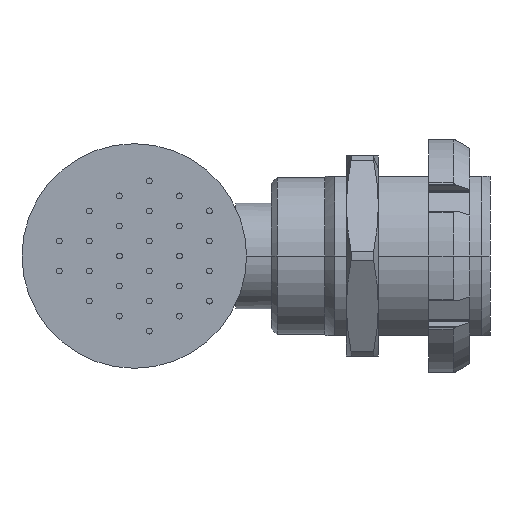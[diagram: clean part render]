
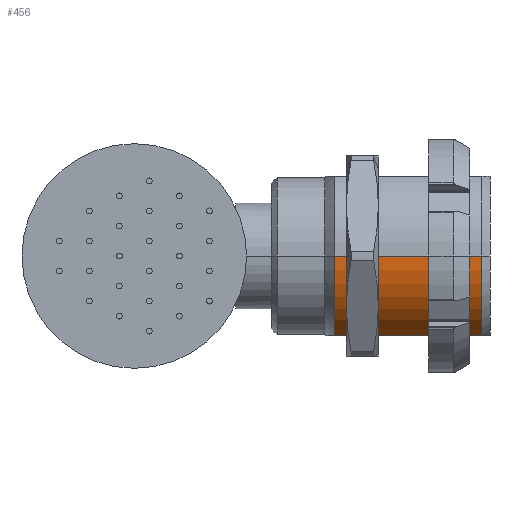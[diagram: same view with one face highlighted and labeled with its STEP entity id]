
A CAD part, front view. The second image highlights one B-rep face of the part: STEP entity #456.
In plain terms, the highlighted cylindrical face has radius 7.5 mm (diameter 15 mm), a partial arc.
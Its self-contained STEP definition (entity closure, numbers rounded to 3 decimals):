
#456=ADVANCED_FACE('',(#1114),#1115,.T.);
#1114=FACE_OUTER_BOUND('',#2055,.T.);
#1115=CYLINDRICAL_SURFACE('',#2056,7.5);
#2055=EDGE_LOOP('',(#3591,#3592,#3593,#3594));
#2056=AXIS2_PLACEMENT_3D('',#3595,#3596,#3597);
#3591=ORIENTED_EDGE('',*,*,#6455,.F.);
#3592=ORIENTED_EDGE('',*,*,#6456,.T.);
#3593=ORIENTED_EDGE('',*,*,#6457,.T.);
#3594=ORIENTED_EDGE('',*,*,#6458,.F.);
#3595=CARTESIAN_POINT('',(-6.575,0.,0.0));
#3596=DIRECTION('',(-1.0,0.,0.));
#3597=DIRECTION('',(0.,-1.0,0.));
#6455=EDGE_CURVE('',#10554,#10546,#10555,.T.);
#6456=EDGE_CURVE('',#10554,#10556,#10557,.T.);
#6457=EDGE_CURVE('',#10556,#10558,#10559,.T.);
#6458=EDGE_CURVE('',#10546,#10558,#10560,.T.);
#10546=VERTEX_POINT('',#13884);
#10554=VERTEX_POINT('',#13902);
#10555=LINE('',#13903,#13904);
#10556=VERTEX_POINT('',#13905);
#10557=CIRCLE('',#13906,7.5);
#10558=VERTEX_POINT('',#13907);
#10559=LINE('',#13908,#13909);
#10560=CIRCLE('',#13910,7.5);
#13884=CARTESIAN_POINT('',(-0.7,-7.5,0.));
#13902=CARTESIAN_POINT('',(-13.15,-7.5,0.));
#13903=CARTESIAN_POINT('',(-6.925,-7.5,0.));
#13904=VECTOR('',#16590,1.0);
#13905=CARTESIAN_POINT('',(-13.15,-3.269,-6.75));
#13906=AXIS2_PLACEMENT_3D('',#16591,#16592,#16593);
#13907=CARTESIAN_POINT('',(-0.7,-3.269,-6.75));
#13908=CARTESIAN_POINT('',(-6.575,-3.269,-6.75));
#13909=VECTOR('',#16594,10.0);
#13910=AXIS2_PLACEMENT_3D('',#16595,#16596,#16597);
#16590=DIRECTION('',(1.0,0.,0.));
#16591=CARTESIAN_POINT('',(-13.15,0.,0.0));
#16592=DIRECTION('',(1.0,0.0,0.0));
#16593=DIRECTION('',(0.0,1.0,0.0));
#16594=DIRECTION('',(1.0,0.,0.0));
#16595=CARTESIAN_POINT('',(-0.7,0.,0.0));
#16596=DIRECTION('',(1.0,0.0,0.0));
#16597=DIRECTION('',(0.0,-1.0,0.0));
